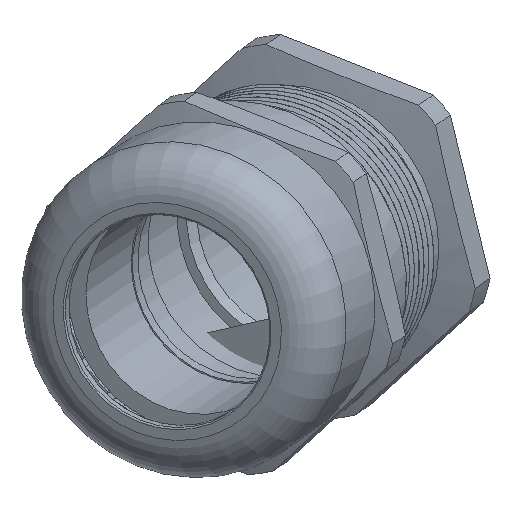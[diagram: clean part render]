
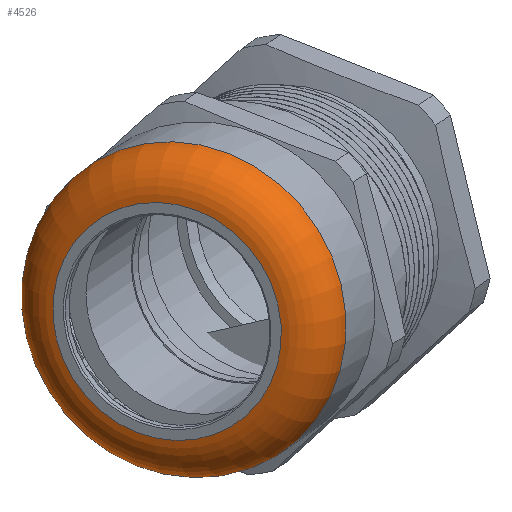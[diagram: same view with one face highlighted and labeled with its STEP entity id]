
A CAD part, isometric view. The second image highlights one B-rep face of the part: STEP entity #4526.
In plain terms, the highlighted toroidal (fillet/blend) face has major radius 14.13 mm and minor radius 5.71 mm.
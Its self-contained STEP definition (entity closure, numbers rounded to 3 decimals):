
#786=TOROIDAL_SURFACE('',#4882,14.13,5.71);
#824=FACE_BOUND('',#1249,.T.);
#970=FACE_OUTER_BOUND('',#1248,.T.);
#1248=EDGE_LOOP('',(#3148));
#1249=EDGE_LOOP('',(#3149));
#1536=CIRCLE('',#4850,14.13);
#1551=CIRCLE('',#4883,19.84);
#1908=VERTEX_POINT('',#8181);
#1935=VERTEX_POINT('',#8990);
#2370=EDGE_CURVE('',#1908,#1908,#1536,.T.);
#2411=EDGE_CURVE('',#1935,#1935,#1551,.T.);
#3148=ORIENTED_EDGE('',*,*,#2411,.F.);
#3149=ORIENTED_EDGE('',*,*,#2370,.T.);
#4526=ADVANCED_FACE('',(#970,#824),#786,.T.);
#4850=AXIS2_PLACEMENT_3D('',#8182,#5449,#5450);
#4882=AXIS2_PLACEMENT_3D('',#8989,#5525,#5526);
#4883=AXIS2_PLACEMENT_3D('',#8991,#5527,#5528);
#5449=DIRECTION('center_axis',(1.,0.,0.));
#5450=DIRECTION('ref_axis',(0.,0.,-1.));
#5525=DIRECTION('center_axis',(1.,0.,0.));
#5526=DIRECTION('ref_axis',(0.,0.,-1.));
#5527=DIRECTION('center_axis',(1.,0.,0.));
#5528=DIRECTION('ref_axis',(0.,0.,-1.));
#8181=CARTESIAN_POINT('',(-24.53,14.13,0.));
#8182=CARTESIAN_POINT('Origin',(-24.53,0.,0.));
#8989=CARTESIAN_POINT('Origin',(-18.82,0.,0.));
#8990=CARTESIAN_POINT('',(-18.82,19.84,0.));
#8991=CARTESIAN_POINT('Origin',(-18.82,0.,0.));
